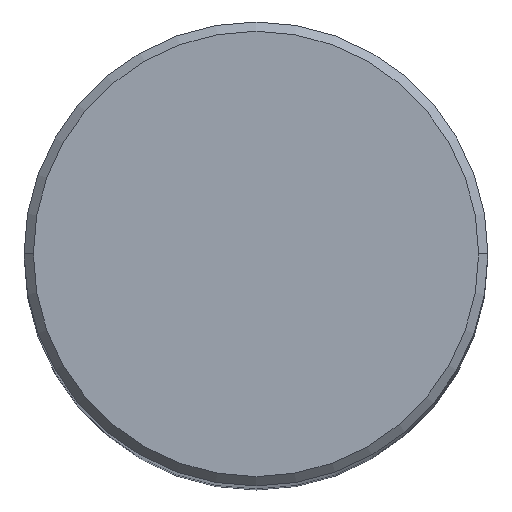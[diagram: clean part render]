
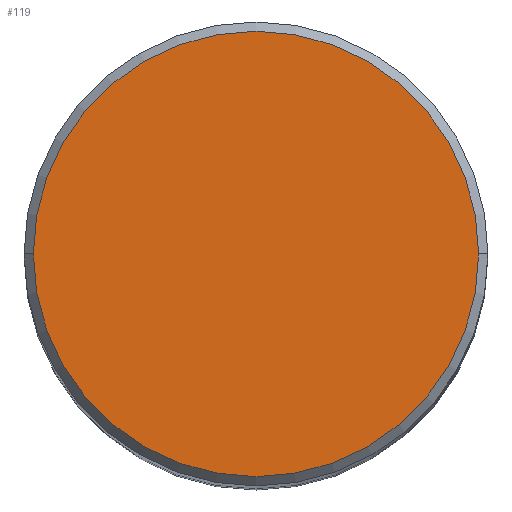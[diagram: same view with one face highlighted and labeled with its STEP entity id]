
A CAD part, top view. The second image highlights one B-rep face of the part: STEP entity #119.
In plain terms, the highlighted planar face has unit normal (0, 0, 1).
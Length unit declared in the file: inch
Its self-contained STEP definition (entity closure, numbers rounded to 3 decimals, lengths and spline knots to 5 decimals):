
#24 = DIRECTION ( 'NONE',  ( 0., 0., 1. ) ) ;
#26 = CARTESIAN_POINT ( 'NONE',  ( 0.36, 0., 4. ) ) ;
#31 = EDGE_LOOP ( 'NONE', ( #235, #163 ) ) ;
#38 = DIRECTION ( 'NONE',  ( 1., 0., 0. ) ) ;
#49 = EDGE_CURVE ( 'NONE', #55, #193, #160, .T. ) ;
#55 = VERTEX_POINT ( 'NONE', #80 ) ;
#66 = FACE_OUTER_BOUND ( 'NONE', #31, .T. ) ;
#80 = CARTESIAN_POINT ( 'NONE',  ( -0.36, 0., 4. ) ) ;
#97 = AXIS2_PLACEMENT_3D ( 'NONE', #201, #105, #38 ) ;
#102 = PLANE ( 'NONE',  #97 ) ;
#105 = DIRECTION ( 'NONE',  ( 0., 0., 1. ) ) ;
#106 = DIRECTION ( 'NONE',  ( 0., 0., 1. ) ) ;
#108 = CIRCLE ( 'NONE', #112, 0.36 ) ;
#112 = AXIS2_PLACEMENT_3D ( 'NONE', #155, #24, #246 ) ;
#119 = ADVANCED_FACE ( 'NONE', ( #66 ), #102, .T. ) ;
#155 = CARTESIAN_POINT ( 'NONE',  ( 0., 0., 4. ) ) ;
#160 = CIRCLE ( 'NONE', #275, 0.36 ) ;
#163 = ORIENTED_EDGE ( 'NONE', *, *, #208, .T. ) ;
#193 = VERTEX_POINT ( 'NONE', #26 ) ;
#197 = CARTESIAN_POINT ( 'NONE',  ( 0., 0., 4. ) ) ;
#201 = CARTESIAN_POINT ( 'NONE',  ( 0., 0., 4. ) ) ;
#208 = EDGE_CURVE ( 'NONE', #193, #55, #108, .T. ) ;
#235 = ORIENTED_EDGE ( 'NONE', *, *, #49, .T. ) ;
#246 = DIRECTION ( 'NONE',  ( 1., 0., 0. ) ) ;
#275 = AXIS2_PLACEMENT_3D ( 'NONE', #197, #106, #288 ) ;
#288 = DIRECTION ( 'NONE',  ( 1., 0., 0. ) ) ;
